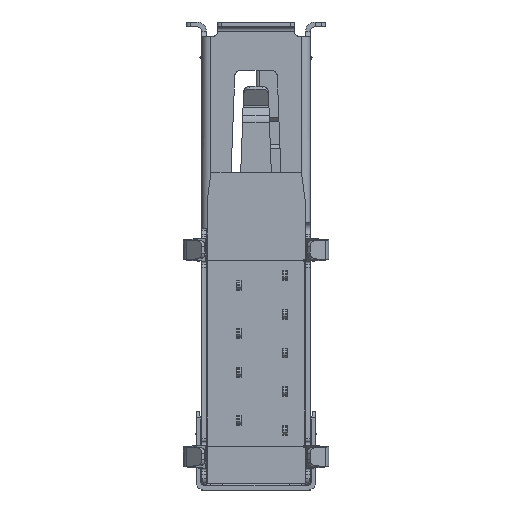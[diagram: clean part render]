
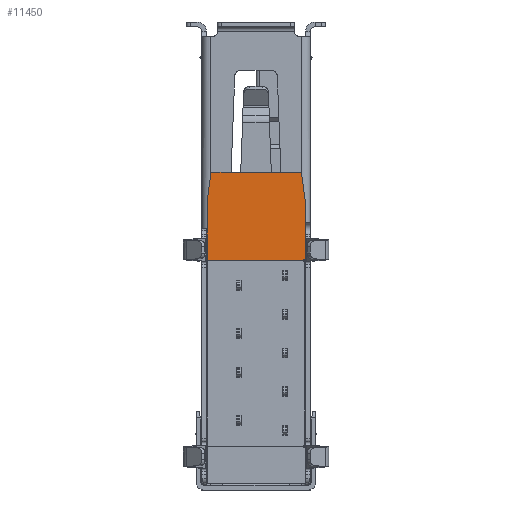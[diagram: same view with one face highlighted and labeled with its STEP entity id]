
A CAD part, front view. The second image highlights one B-rep face of the part: STEP entity #11450.
In plain terms, the highlighted planar face has unit normal (0, -1, 0).
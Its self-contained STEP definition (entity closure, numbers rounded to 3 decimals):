
#2544=DIRECTION('',(-0.928,0.,-0.371));
#2545=VECTOR('',#2544,0.086);
#2546=CARTESIAN_POINT('',(2.55,-7.3,-1.85));
#2547=LINE('',#2546,#2545);
#2548=DIRECTION('',(0.,0.,-1.));
#2549=VECTOR('',#2548,0.068);
#2550=CARTESIAN_POINT('',(2.47,-7.3,-1.882));
#2551=LINE('',#2550,#2549);
#2552=DIRECTION('',(-1.,0.,0.));
#2553=VECTOR('',#2552,5.);
#2554=CARTESIAN_POINT('',(2.47,-7.3,-1.95));
#2555=LINE('',#2554,#2553);
#2556=DIRECTION('',(0.,0.,1.));
#2557=VECTOR('',#2556,3.05);
#2558=CARTESIAN_POINT('',(-2.53,-7.3,-1.95));
#2559=LINE('',#2558,#2557);
#2560=DIRECTION('',(0.132,0.,0.991));
#2561=VECTOR('',#2560,1.513);
#2562=CARTESIAN_POINT('',(-2.53,-7.3,1.1));
#2563=LINE('',#2562,#2561);
#2564=DIRECTION('',(0.132,0.,-0.991));
#2565=VECTOR('',#2564,1.513);
#2566=CARTESIAN_POINT('',(2.35,-7.3,2.6));
#2567=LINE('',#2566,#2565);
#2584=DIRECTION('',(0.,0.,-1.));
#2585=VECTOR('',#2584,2.95);
#2586=CARTESIAN_POINT('',(2.55,-7.3,1.1));
#2587=LINE('',#2586,#2585);
#2756=DIRECTION('',(1.,0.,0.));
#2757=VECTOR('',#2756,4.68);
#2758=CARTESIAN_POINT('',(-2.33,-7.3,2.6));
#2759=LINE('',#2758,#2757);
#6000=CARTESIAN_POINT('',(2.47,-7.3,-1.95));
#6001=VERTEX_POINT('',#6000);
#6002=CARTESIAN_POINT('',(2.47,-7.3,-1.882));
#6003=VERTEX_POINT('',#6002);
#6096=CARTESIAN_POINT('',(-2.53,-7.3,-1.95));
#6097=VERTEX_POINT('',#6096);
#6098=CARTESIAN_POINT('',(-2.53,-7.3,1.1));
#6099=VERTEX_POINT('',#6098);
#6742=CARTESIAN_POINT('',(2.55,-7.3,-1.85));
#6743=VERTEX_POINT('',#6742);
#6744=CARTESIAN_POINT('',(2.55,-7.3,1.1));
#6745=VERTEX_POINT('',#6744);
#6746=CARTESIAN_POINT('',(2.35,-7.3,2.6));
#6747=VERTEX_POINT('',#6746);
#6748=CARTESIAN_POINT('',(-2.33,-7.3,2.6));
#6749=VERTEX_POINT('',#6748);
#11430=CARTESIAN_POINT('',(0.01,-7.3,0.325));
#11431=DIRECTION('',(0.,1.,0.));
#11432=DIRECTION('',(1.,0.,0.));
#11433=AXIS2_PLACEMENT_3D('',#11430,#11431,#11432);
#11434=PLANE('',#11433);
#11436=ORIENTED_EDGE('',*,*,#11435,.T.);
#11437=ORIENTED_EDGE('',*,*,#8298,.T.);
#11438=ORIENTED_EDGE('',*,*,#11422,.T.);
#11439=ORIENTED_EDGE('',*,*,#8663,.T.);
#11441=ORIENTED_EDGE('',*,*,#11440,.T.);
#11443=ORIENTED_EDGE('',*,*,#11442,.T.);
#11445=ORIENTED_EDGE('',*,*,#11444,.T.);
#11447=ORIENTED_EDGE('',*,*,#11446,.T.);
#11448=EDGE_LOOP('',(#11436,#11437,#11438,#11439,#11441,#11443,#11445,#11447));
#11449=FACE_OUTER_BOUND('',#11448,.F.);
#11450=ADVANCED_FACE('',(#11449),#11434,.F.);
#8298=EDGE_CURVE('',#6003,#6001,#2551,.T.);
#8663=EDGE_CURVE('',#6097,#6099,#2559,.T.);
#11422=EDGE_CURVE('',#6001,#6097,#2555,.T.);
#11435=EDGE_CURVE('',#6743,#6003,#2547,.T.);
#11440=EDGE_CURVE('',#6099,#6749,#2563,.T.);
#11442=EDGE_CURVE('',#6749,#6747,#2759,.T.);
#11444=EDGE_CURVE('',#6747,#6745,#2567,.T.);
#11446=EDGE_CURVE('',#6745,#6743,#2587,.T.);
